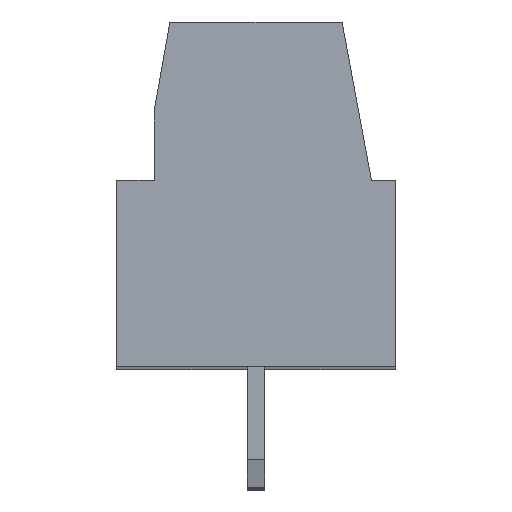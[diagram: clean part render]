
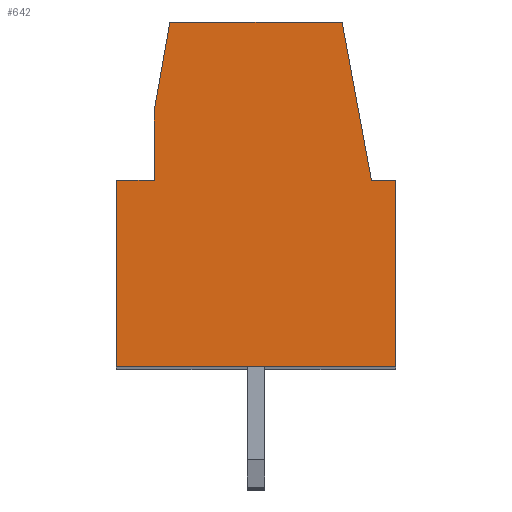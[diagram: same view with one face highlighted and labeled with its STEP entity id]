
A CAD part, top view. The second image highlights one B-rep face of the part: STEP entity #642.
In plain terms, the highlighted planar face has unit normal (0, 0, 1).
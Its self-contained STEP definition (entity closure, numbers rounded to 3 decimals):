
#642 = ADVANCED_FACE( '', ( #1571 ), #1572, .F. );
#1571 = FACE_OUTER_BOUND( '', #2816, .T. );
#1572 = PLANE( '', #2817 );
#2816 = EDGE_LOOP( '', ( #4613, #4614, #4615, #4616, #4617, #4618, #4619, #4620, #4621 ) );
#2817 = AXIS2_PLACEMENT_3D( '', #4622, #4623, #4624 );
#4613 = ORIENTED_EDGE( '', *, *, #7948, .T. );
#4614 = ORIENTED_EDGE( '', *, *, #7949, .F. );
#4615 = ORIENTED_EDGE( '', *, *, #7950, .F. );
#4616 = ORIENTED_EDGE( '', *, *, #7951, .F. );
#4617 = ORIENTED_EDGE( '', *, *, #7528, .F. );
#4618 = ORIENTED_EDGE( '', *, *, #7710, .F. );
#4619 = ORIENTED_EDGE( '', *, *, #7952, .F. );
#4620 = ORIENTED_EDGE( '', *, *, #7953, .T. );
#4621 = ORIENTED_EDGE( '', *, *, #7954, .F. );
#4622 = CARTESIAN_POINT( '', ( 0.81, -4.4, 0. ) );
#4623 = DIRECTION( '', ( 0., 0., -1. ) );
#4624 = DIRECTION( '', ( 0., -1., 0. ) );
#7528 = EDGE_CURVE( '', #9036, #9038, #9039, .T. );
#7710 = EDGE_CURVE( '', #9362, #9036, #9364, .T. );
#7948 = EDGE_CURVE( '', #9757, #9758, #9759, .T. );
#7949 = EDGE_CURVE( '', #9760, #9758, #9761, .T. );
#7950 = EDGE_CURVE( '', #9762, #9760, #9763, .T. );
#7951 = EDGE_CURVE( '', #9038, #9762, #9764, .T. );
#7952 = EDGE_CURVE( '', #9765, #9362, #9766, .T. );
#7953 = EDGE_CURVE( '', #9765, #9767, #9768, .T. );
#7954 = EDGE_CURVE( '', #9757, #9767, #9769, .T. );
#9036 = VERTEX_POINT( '', #11212 );
#9038 = VERTEX_POINT( '', #11215 );
#9039 = LINE( '', #11216, #11217 );
#9362 = VERTEX_POINT( '', #11679 );
#9364 = LINE( '', #11682, #11683 );
#9757 = VERTEX_POINT( '', #12259 );
#9758 = VERTEX_POINT( '', #12260 );
#9759 = LINE( '', #12261, #12262 );
#9760 = VERTEX_POINT( '', #12263 );
#9761 = LINE( '', #12264, #12265 );
#9762 = VERTEX_POINT( '', #12266 );
#9763 = LINE( '', #12267, #12268 );
#9764 = LINE( '', #12269, #12270 );
#9765 = VERTEX_POINT( '', #12271 );
#9766 = LINE( '', #12272, #12273 );
#9767 = VERTEX_POINT( '', #12274 );
#9768 = LINE( '', #12275, #12276 );
#9769 = LINE( '', #12277, #12278 );
#11212 = CARTESIAN_POINT( '', ( 0., 0., 0. ) );
#11215 = CARTESIAN_POINT( '', ( -8.1, 0., 0. ) );
#11216 = CARTESIAN_POINT( '', ( 0., 0., 0. ) );
#11217 = VECTOR( '', #14082, 1000. );
#11679 = CARTESIAN_POINT( '', ( 0., 5.4, 0. ) );
#11682 = CARTESIAN_POINT( '', ( 0., 5.4, 0. ) );
#11683 = VECTOR( '', #14268, 1000. );
#12259 = CARTESIAN_POINT( '', ( -6.55, 10., 0. ) );
#12260 = CARTESIAN_POINT( '', ( -7., 7.448, 0. ) );
#12261 = CARTESIAN_POINT( '', ( -6.55, 10., 0. ) );
#12262 = VECTOR( '', #14482, 1000. );
#12263 = CARTESIAN_POINT( '', ( -7., 5.4, 0. ) );
#12264 = CARTESIAN_POINT( '', ( -7., 5.4, 0. ) );
#12265 = VECTOR( '', #14483, 1000. );
#12266 = CARTESIAN_POINT( '', ( -8.1, 5.4, 0. ) );
#12267 = CARTESIAN_POINT( '', ( -8.1, 5.4, 0. ) );
#12268 = VECTOR( '', #14484, 1000. );
#12269 = CARTESIAN_POINT( '', ( -8.1, 0., 0. ) );
#12270 = VECTOR( '', #14485, 1000. );
#12271 = CARTESIAN_POINT( '', ( -0.697, 5.4, 0. ) );
#12272 = CARTESIAN_POINT( '', ( -0.697, 5.4, 0. ) );
#12273 = VECTOR( '', #14486, 1000. );
#12274 = CARTESIAN_POINT( '', ( -1.55, 10., 0. ) );
#12275 = CARTESIAN_POINT( '', ( -0.697, 5.4, 0. ) );
#12276 = VECTOR( '', #14487, 1000. );
#12277 = CARTESIAN_POINT( '', ( -6.55, 10., 0. ) );
#12278 = VECTOR( '', #14488, 1000. );
#14082 = DIRECTION( '', ( -1., 0., 0. ) );
#14268 = DIRECTION( '', ( 0., -1., 0. ) );
#14482 = DIRECTION( '', ( -0.174, -0.985, 0. ) );
#14483 = DIRECTION( '', ( 0., 1., 0. ) );
#14484 = DIRECTION( '', ( 1., 0., 0. ) );
#14485 = DIRECTION( '', ( 0., 1., 0. ) );
#14486 = DIRECTION( '', ( 1., 0., 0. ) );
#14487 = DIRECTION( '', ( -0.182, 0.983, 0. ) );
#14488 = DIRECTION( '', ( 1., 0., 0. ) );
